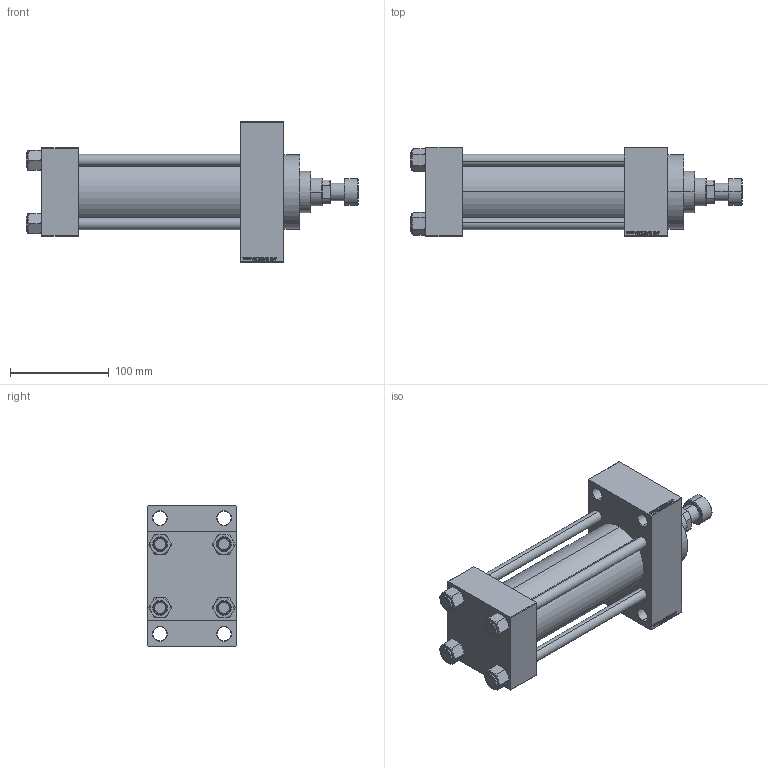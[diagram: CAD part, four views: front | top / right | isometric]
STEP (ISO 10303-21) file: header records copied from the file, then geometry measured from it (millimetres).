
FILE_DESCRIPTION (( 'STEP AP203' ), '1' );
FILE_NAME ('69cf.STEP', '2023-09-06T11:38:53', ( '' ), ( '' ), 'SwSTEP 2.0', 'SolidWorks 2019', '' );
FILE_SCHEMA (( 'CONFIG_CONTROL_DESIGN' ));
Length unit declared in the file: millimetre
Products named in the file (7): 69cf; V215_VC_A a67b95e68341c9661802a72dd28670af; V215CR_VCP_D a67b95e68341c9661802a72dd28670af; V215CR_D_Body a67b95e68341c9661802a72dd28670af; V215CR_D_TYCINKA a67b95e68341c9661802a72dd28670af; V215CR_ROD_END_F a67b95e68341c9661802a72dd28670af; NUT_M5_D a67b95e68341c9661802a72dd28670af
Assembly tree (12 placements, depth 2):
  69cf
    V215CR_D_Body a67b95e68341c9661802a72dd28670af
    V215CR_VCP_D a67b95e68341c9661802a72dd28670af
    NUT_M5_D a67b95e68341c9661802a72dd28670af  x4
    V215CR_D_TYCINKA a67b95e68341c9661802a72dd28670af  x4
    V215_VC_A a67b95e68341c9661802a72dd28670af
    V215CR_ROD_END_F a67b95e68341c9661802a72dd28670af
Bounding box: 336 x 90 x 142 mm (x, y, z)
Volume: 1294277.7 mm3; surface area: 270475.9 mm2
Topology: 12 solids, 12 shells, 1118 faces, 2778 edges, 1797 vertices
Faces by surface type: plane 501, bspline 368, cone 144, cylinder 93, torus 12
Entity records: 47697 total; most frequent: CARTESIAN_POINT 25131, ORIENTED_EDGE 5048, DIRECTION 3274, EDGE_CURVE 2524, VERTEX_POINT 1653, VECTOR 1510, LINE 1510, EDGE_LOOP 1131
